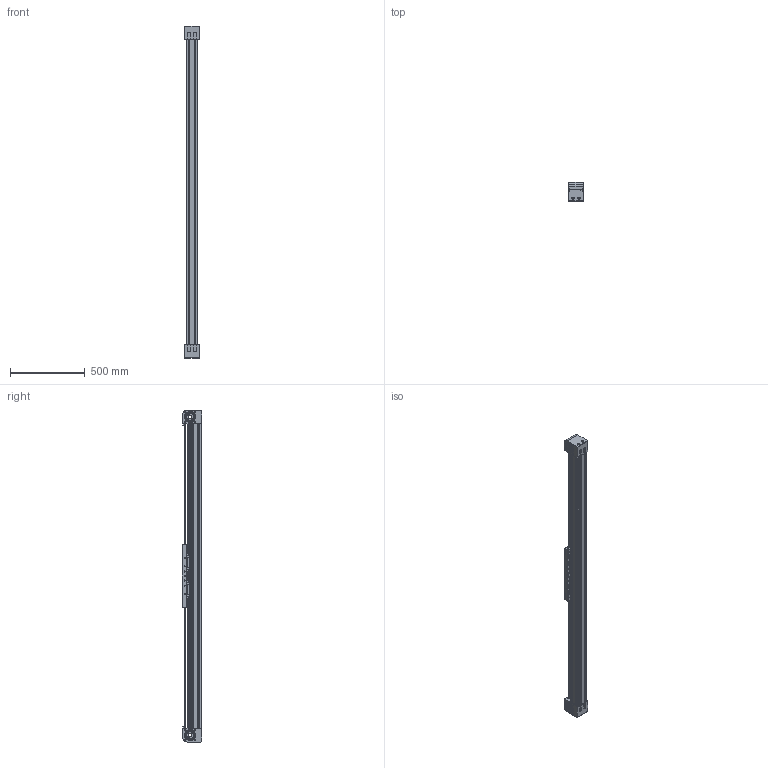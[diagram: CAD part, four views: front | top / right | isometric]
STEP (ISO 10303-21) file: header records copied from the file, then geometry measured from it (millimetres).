
FILE_DESCRIPTION (( 'STEP AP214' ), '1' );
FILE_NAME ('BLM80-1600.STEP', '2023-03-14T07:43:41', ( '' ), ( '' ), 'SwSTEP 2.0', 'SolidWorks 2023', '' );
FILE_SCHEMA (( 'AUTOMOTIVE_DESIGN' ));
Length unit declared in the file: millimetre
Products named in the file (1): BLM80-1600
Bounding box: 100 x 130 x 2224 mm (x, y, z)
Volume: 14650887.8 mm3; surface area: 2228199.4 mm2
Topology: 49 solids, 57 shells, 4785 faces, 13401 edges, 8789 vertices
Faces by surface type: plane 2625, cylinder 1832, torus 152, sphere 100, cone 52, bspline 24
Entity records: 211864 total; most frequent: CARTESIAN_POINT 33332, DIRECTION 26614, ORIENTED_EDGE 26194, EDGE_CURVE 13097, AXIS2_PLACEMENT_3D 9041, VERTEX_POINT 8597, VECTOR 8532, LINE 8532
